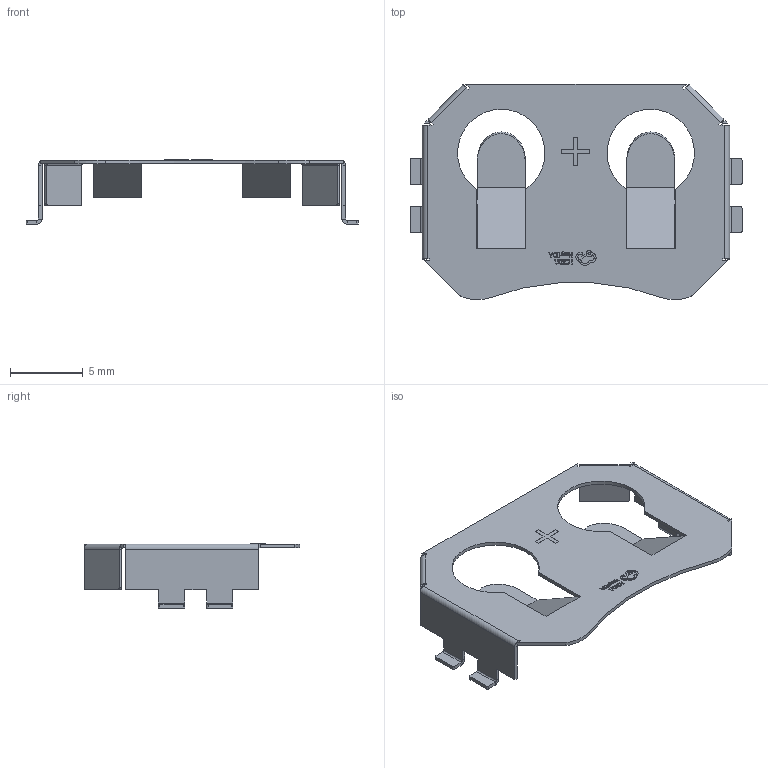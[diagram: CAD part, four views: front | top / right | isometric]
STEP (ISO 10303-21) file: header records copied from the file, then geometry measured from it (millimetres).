
FILE_DESCRIPTION (( 'STEP AP214' ), '1' );
FILE_NAME ('BAT-SMD_MY-2032-08.step', '2022-06-16T11:00:20', ( '' ), ( '' ), 'SwSTEP 2.0', 'SolidWorks 2020', '' );
FILE_SCHEMA (( 'AUTOMOTIVE_DESIGN' ));
Length unit declared in the file: millimetre
Products named in the file (1): BAT-SMD_MY-2032-08
Bounding box: 22.8 x 14.8 x 4.41 mm (x, y, z)
Volume: 83.9 mm3; surface area: 732.9 mm2
Topology: 1 solids, 1 shells, 401 faces, 1057 edges, 678 vertices
Faces by surface type: plane 262, bspline 98, cylinder 41
Entity records: 15137 total; most frequent: CARTESIAN_POINT 3467, ORIENTED_EDGE 2114, DIRECTION 1531, EDGE_CURVE 1057, LINE 775, VECTOR 775, VERTEX_POINT 678, EDGE_LOOP 425
